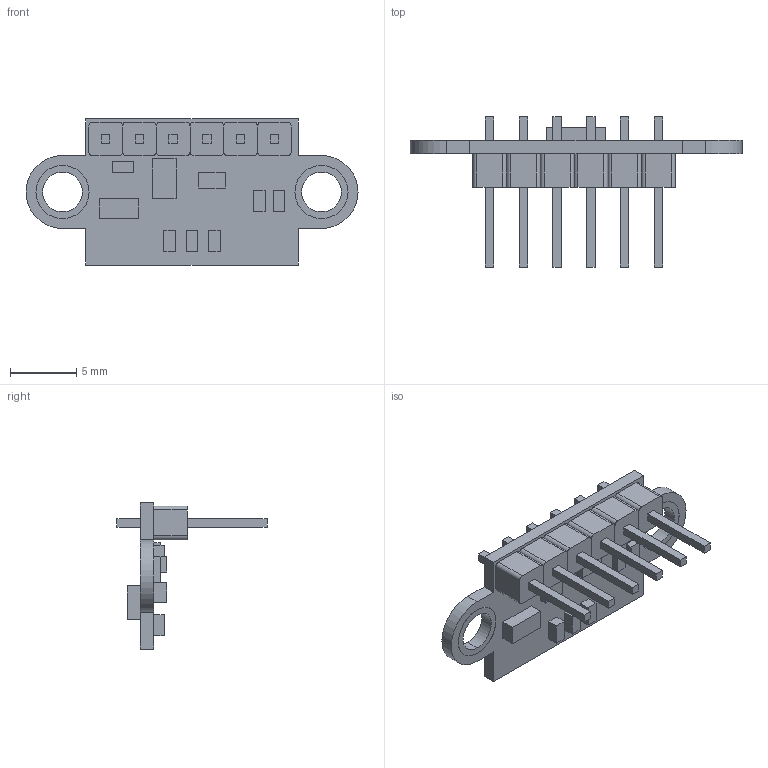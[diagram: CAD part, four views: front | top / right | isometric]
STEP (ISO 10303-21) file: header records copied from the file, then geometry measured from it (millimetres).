
FILE_DESCRIPTION (( 'STEP AP203' ), '1' );
FILE_NAME ('vl53l0x.STEP', '2018-09-23T20:44:01', ( '' ), ( '' ), 'SwSTEP 2.0', 'SolidWorks 2018', '' );
FILE_SCHEMA (( 'CONFIG_CONTROL_DESIGN' ));
Length unit declared in the file: millimetre
Products named in the file (3): vl53l0x; vl53l0x_PCB; pin_header
Assembly tree (7 placements, depth 2):
  vl53l0x
    vl53l0x_PCB
    pin_header  x6
Bounding box: 25 x 11.3 x 11 mm (x, y, z)
Volume: 346.8 mm3; surface area: 920 mm2
Topology: 7 solids, 7 shells, 248 faces, 588 edges, 392 vertices
Faces by surface type: plane 174, cylinder 74
Entity records: 4757 total; most frequent: DIRECTION 772, CARTESIAN_POINT 738, ORIENTED_EDGE 696, EDGE_CURVE 348, AXIS2_PLACEMENT_3D 266, VECTOR 240, LINE 240, VERTEX_POINT 232
